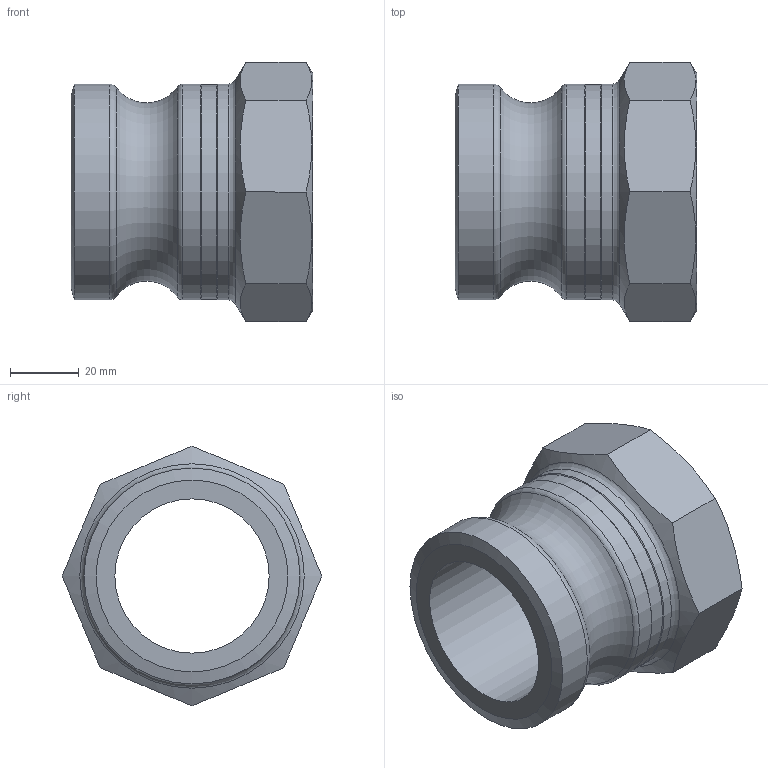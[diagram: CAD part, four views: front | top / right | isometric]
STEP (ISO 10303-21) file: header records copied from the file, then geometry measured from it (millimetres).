
FILE_DESCRIPTION(/* description */ ('INNENGEWINDESTECKER G 2"'),/* implementation_level */ '2;1');
FILE_NAME(/* name */ 'vig_20_50.stp',/* time_stamp */ '2020-04-20T10:18:35+02:00',/* author */ ('ertl'),/* organization */ (''),/* preprocessor_version */ 'ST-DEVELOPER v17',/* originating_system */ 'Autodesk Inventor 2018',/* authorisation */ '93532,61 mm^3');
FILE_SCHEMA (('AUTOMOTIVE_DESIGN { 1 0 10303 214 3 1 1 }'));
Length unit declared in the file: millimetre
Products named in the file (1): ENG-010326
Bounding box: 70.5 x 75.77 x 75.77 mm (x, y, z)
Volume: 93518.4 mm3; surface area: 30098.4 mm2
Topology: 1 solids, 1 shells, 30 faces, 83 edges, 56 vertices
Faces by surface type: plane 11, cone 8, cylinder 7, torus 4
Full cylindrical faces by diameter (mm): 45 x1, 56.66 x1, 60.5 x1, 62.5 x1, 63 x3
Entity records: 1051 total; most frequent: CARTESIAN_POINT 202, DIRECTION 173, ORIENTED_EDGE 166, EDGE_CURVE 83, AXIS2_PLACEMENT_3D 75, VERTEX_POINT 56, CIRCLE 44, EDGE_LOOP 33
